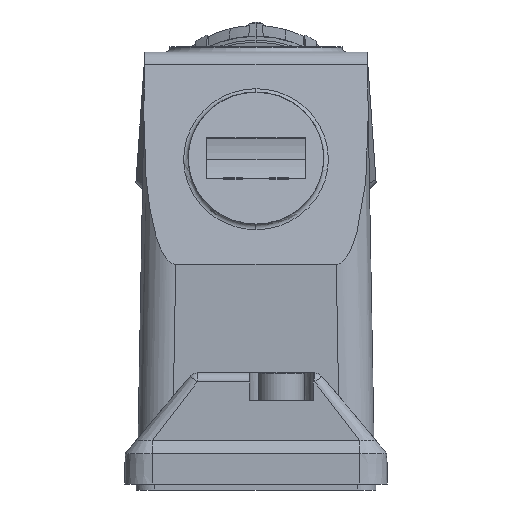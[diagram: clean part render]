
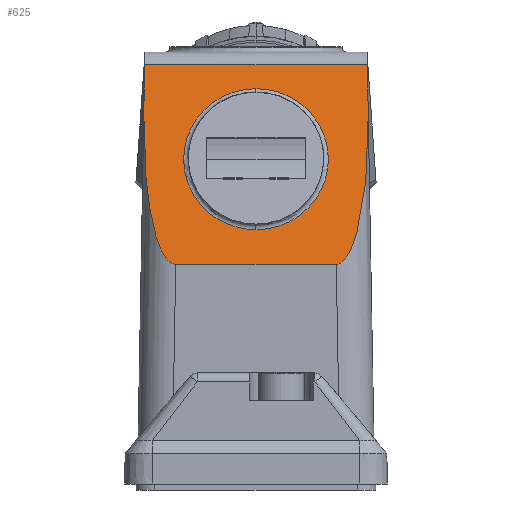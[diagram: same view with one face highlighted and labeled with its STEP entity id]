
A CAD part, front view. The second image highlights one B-rep face of the part: STEP entity #625.
In plain terms, the highlighted planar face has unit normal (0, -0.974, 0.225).
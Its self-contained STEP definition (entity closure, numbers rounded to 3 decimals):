
#487=AXIS2_PLACEMENT_3D('Plane Axis2P3D',#484,#485,#486) ;
#101=CARTESIAN_POINT('Line Origine',(4.248,26.051,86.871)) ;
#105=CARTESIAN_POINT('Vertex',(4.154,24.8,81.454)) ;
#107=CARTESIAN_POINT('Vertex',(4.343,27.301,92.287)) ;
#484=CARTESIAN_POINT('Axis2P3D Location',(28.5,22.773,72.674)) ;
#490=CARTESIAN_POINT('Control Point',(11.088,17.3,48.968)) ;
#491=CARTESIAN_POINT('Control Point',(10.509,17.3,48.968)) ;
#492=CARTESIAN_POINT('Control Point',(9.935,17.356,49.21)) ;
#493=CARTESIAN_POINT('Control Point',(9.379,17.467,49.693)) ;
#494=CARTESIAN_POINT('Control Point',(8.125,17.849,51.346)) ;
#495=CARTESIAN_POINT('Control Point',(7.063,18.466,54.017)) ;
#496=CARTESIAN_POINT('Control Point',(6.522,18.884,55.828)) ;
#497=CARTESIAN_POINT('Control Point',(5.386,20.001,60.669)) ;
#498=CARTESIAN_POINT('Control Point',(4.663,21.308,66.33)) ;
#499=CARTESIAN_POINT('Control Point',(4.37,22.114,69.818)) ;
#500=CARTESIAN_POINT('Control Point',(4.157,23.142,74.274)) ;
#501=CARTESIAN_POINT('Control Point',(4.128,24.184,78.788)) ;
#502=CARTESIAN_POINT('Control Point',(4.13,24.39,79.676)) ;
#503=CARTESIAN_POINT('Control Point',(4.138,24.595,80.565)) ;
#504=CARTESIAN_POINT('Control Point',(4.154,24.8,81.454)) ;
#505=CARTESIAN_POINT('Vertex',(11.088,17.3,48.968)) ;
#508=CARTESIAN_POINT('Line Origine',(28.5,17.3,48.968)) ;
#512=CARTESIAN_POINT('Vertex',(45.912,17.3,48.968)) ;
#516=CARTESIAN_POINT('Control Point',(52.846,24.8,81.454)) ;
#517=CARTESIAN_POINT('Control Point',(52.904,24.034,78.137)) ;
#518=CARTESIAN_POINT('Control Point',(52.864,23.268,74.818)) ;
#519=CARTESIAN_POINT('Control Point',(52.726,22.511,71.54)) ;
#520=CARTESIAN_POINT('Control Point',(52.247,21.043,65.18)) ;
#521=CARTESIAN_POINT('Control Point',(51.331,19.706,59.388)) ;
#522=CARTESIAN_POINT('Control Point',(50.758,19.085,56.701)) ;
#523=CARTESIAN_POINT('Control Point',(49.636,18.211,52.916)) ;
#524=CARTESIAN_POINT('Control Point',(48.213,17.632,50.406)) ;
#525=CARTESIAN_POINT('Control Point',(47.636,17.464,49.679)) ;
#526=CARTESIAN_POINT('Control Point',(46.933,17.341,49.147)) ;
#527=CARTESIAN_POINT('Control Point',(46.212,17.305,48.99)) ;
#528=CARTESIAN_POINT('Control Point',(46.112,17.302,48.975)) ;
#529=CARTESIAN_POINT('Control Point',(46.012,17.3,48.968)) ;
#530=CARTESIAN_POINT('Control Point',(45.912,17.3,48.968)) ;
#531=CARTESIAN_POINT('Vertex',(52.846,24.8,81.454)) ;
#534=CARTESIAN_POINT('Line Origine',(52.752,26.051,86.871)) ;
#538=CARTESIAN_POINT('Vertex',(52.657,27.301,92.287)) ;
#541=CARTESIAN_POINT('Line Origine',(28.5,27.301,92.287)) ;
#555=CARTESIAN_POINT('Control Point',(28.5,19.031,56.465)) ;
#556=CARTESIAN_POINT('Control Point',(30.052,19.031,56.465)) ;
#557=CARTESIAN_POINT('Control Point',(31.605,19.074,56.653)) ;
#558=CARTESIAN_POINT('Control Point',(33.126,19.16,57.027)) ;
#559=CARTESIAN_POINT('Control Point',(36.041,19.416,58.134)) ;
#560=CARTESIAN_POINT('Control Point',(38.591,19.824,59.899)) ;
#561=CARTESIAN_POINT('Control Point',(39.748,20.062,60.932)) ;
#562=CARTESIAN_POINT('Control Point',(41.774,20.598,63.255)) ;
#563=CARTESIAN_POINT('Control Point',(43.158,21.23,65.989)) ;
#564=CARTESIAN_POINT('Control Point',(43.672,21.563,67.433)) ;
#565=CARTESIAN_POINT('Control Point',(44.055,21.967,69.185)) ;
#566=CARTESIAN_POINT('Control Point',(44.174,22.377,70.959)) ;
#567=CARTESIAN_POINT('Control Point',(44.186,22.438,71.225)) ;
#568=CARTESIAN_POINT('Control Point',(44.192,22.5,71.49)) ;
#569=CARTESIAN_POINT('Control Point',(44.192,22.561,71.755)) ;
#570=CARTESIAN_POINT('Vertex',(28.5,19.031,56.465)) ;
#572=CARTESIAN_POINT('Vertex',(44.192,22.561,71.755)) ;
#576=CARTESIAN_POINT('Control Point',(28.5,26.091,87.045)) ;
#577=CARTESIAN_POINT('Control Point',(26.947,26.091,87.045)) ;
#578=CARTESIAN_POINT('Control Point',(25.395,26.047,86.858)) ;
#579=CARTESIAN_POINT('Control Point',(23.874,25.961,86.483)) ;
#580=CARTESIAN_POINT('Control Point',(20.959,25.705,85.376)) ;
#581=CARTESIAN_POINT('Control Point',(18.409,25.298,83.611)) ;
#582=CARTESIAN_POINT('Control Point',(17.252,25.059,82.578)) ;
#583=CARTESIAN_POINT('Control Point',(15.226,24.523,80.255)) ;
#584=CARTESIAN_POINT('Control Point',(13.842,23.892,77.521)) ;
#585=CARTESIAN_POINT('Control Point',(13.327,23.559,76.077)) ;
#586=CARTESIAN_POINT('Control Point',(12.676,22.87,73.096)) ;
#587=CARTESIAN_POINT('Control Point',(12.79,22.167,70.049)) ;
#588=CARTESIAN_POINT('Control Point',(13.04,21.819,68.541)) ;
#589=CARTESIAN_POINT('Control Point',(13.92,21.143,65.615)) ;
#590=CARTESIAN_POINT('Control Point',(15.504,20.536,62.986)) ;
#591=CARTESIAN_POINT('Control Point',(16.46,20.257,61.774)) ;
#592=CARTESIAN_POINT('Control Point',(18.659,19.756,59.606)) ;
#593=CARTESIAN_POINT('Control Point',(21.334,19.391,58.026)) ;
#594=CARTESIAN_POINT('Control Point',(22.766,19.247,57.401)) ;
#595=CARTESIAN_POINT('Control Point',(24.787,19.108,56.8)) ;
#596=CARTESIAN_POINT('Control Point',(26.867,19.047,56.535)) ;
#597=CARTESIAN_POINT('Control Point',(27.412,19.036,56.488)) ;
#598=CARTESIAN_POINT('Control Point',(27.956,19.031,56.465)) ;
#599=CARTESIAN_POINT('Control Point',(28.5,19.031,56.465)) ;
#600=CARTESIAN_POINT('Vertex',(28.5,26.091,87.045)) ;
#604=CARTESIAN_POINT('Control Point',(44.192,22.561,71.755)) ;
#605=CARTESIAN_POINT('Control Point',(44.192,22.91,73.268)) ;
#606=CARTESIAN_POINT('Control Point',(44.,23.259,74.78)) ;
#607=CARTESIAN_POINT('Control Point',(43.616,23.601,76.262)) ;
#608=CARTESIAN_POINT('Control Point',(42.48,24.257,79.103)) ;
#609=CARTESIAN_POINT('Control Point',(40.667,24.831,81.588)) ;
#610=CARTESIAN_POINT('Control Point',(39.607,25.091,82.714)) ;
#611=CARTESIAN_POINT('Control Point',(37.224,25.547,84.689)) ;
#612=CARTESIAN_POINT('Control Point',(34.418,25.858,86.037)) ;
#613=CARTESIAN_POINT('Control Point',(32.936,25.974,86.539)) ;
#614=CARTESIAN_POINT('Control Point',(31.138,26.06,86.912)) ;
#615=CARTESIAN_POINT('Control Point',(29.317,26.087,87.027)) ;
#616=CARTESIAN_POINT('Control Point',(29.044,26.089,87.039)) ;
#617=CARTESIAN_POINT('Control Point',(28.772,26.091,87.045)) ;
#618=CARTESIAN_POINT('Control Point',(28.5,26.091,87.045)) ;
#102=DIRECTION('Vector Direction',(0.017,0.225,0.974)) ;
#485=DIRECTION('Axis2P3D Direction',(0.,0.974,-0.225)) ;
#486=DIRECTION('Axis2P3D XDirection',(0.,-0.225,-0.974)) ;
#509=DIRECTION('Vector Direction',(1.,0.,0.)) ;
#535=DIRECTION('Vector Direction',(0.017,-0.225,-0.974)) ;
#542=DIRECTION('Vector Direction',(-1.,0.,0.)) ;
#103=VECTOR('Line Direction',#102,1.) ;
#510=VECTOR('Line Direction',#509,1.) ;
#536=VECTOR('Line Direction',#535,1.) ;
#543=VECTOR('Line Direction',#542,1.) ;
#547=ORIENTED_EDGE('',*,*,#109,.F.) ;
#548=ORIENTED_EDGE('',*,*,#507,.F.) ;
#549=ORIENTED_EDGE('',*,*,#514,.T.) ;
#550=ORIENTED_EDGE('',*,*,#533,.F.) ;
#551=ORIENTED_EDGE('',*,*,#540,.F.) ;
#552=ORIENTED_EDGE('',*,*,#545,.T.) ;
#621=ORIENTED_EDGE('',*,*,#574,.F.) ;
#622=ORIENTED_EDGE('',*,*,#602,.F.) ;
#623=ORIENTED_EDGE('',*,*,#619,.F.) ;
#624=FACE_BOUND('',#620,.T.) ;
#625=ADVANCED_FACE('MANIFOLD_SOLID_BREP #200730',(#553,#624),#488,.F.) ;
#489=B_SPLINE_CURVE_WITH_KNOTS('',5,(#490,#491,#492,#493,#494,#495,#496,#497,#498,#499,#500,#501,#502,#503,#504),.UNSPECIFIED.,.F.,.U.,(6,3,3,3,6),(0.,13.489,32.061,58.775,65.308),.UNSPECIFIED.) ;
#515=B_SPLINE_CURVE_WITH_KNOTS('',5,(#516,#517,#518,#519,#520,#521,#522,#523,#524,#525,#526,#527,#528,#529,#530),.UNSPECIFIED.,.F.,.U.,(6,3,3,3,6),(0.,24.382,48.388,62.958,65.291),.UNSPECIFIED.) ;
#554=B_SPLINE_CURVE_WITH_KNOTS('',5,(#555,#556,#557,#558,#559,#560,#561,#562,#563,#564,#565,#566,#567,#568,#569),.UNSPECIFIED.,.F.,.U.,(6,3,3,3,6),(0.,10.978,21.955,32.933,34.858),.UNSPECIFIED.) ;
#575=B_SPLINE_CURVE_WITH_KNOTS('',5,(#576,#577,#578,#579,#580,#581,#582,#583,#584,#585,#586,#587,#588,#589,#590,#591,#592,#593,#594,#595,#596,#597,#598,#599),.UNSPECIFIED.,.F.,.U.,(6,3,3,3,3,3,3,6),(0.,10.978,21.955,32.933,43.911,54.889,65.866,69.713),.UNSPECIFIED.) ;
#603=B_SPLINE_CURVE_WITH_KNOTS('',5,(#604,#605,#606,#607,#608,#609,#610,#611,#612,#613,#614,#615,#616,#617,#618),.UNSPECIFIED.,.F.,.U.,(6,3,3,3,6),(0.,10.978,21.955,32.933,34.858),.UNSPECIFIED.) ;
#109=EDGE_CURVE('',#106,#108,#104,.T.) ;
#507=EDGE_CURVE('',#506,#106,#489,.T.) ;
#514=EDGE_CURVE('',#506,#513,#511,.T.) ;
#533=EDGE_CURVE('',#532,#513,#515,.T.) ;
#540=EDGE_CURVE('',#539,#532,#537,.T.) ;
#545=EDGE_CURVE('',#539,#108,#544,.T.) ;
#574=EDGE_CURVE('',#571,#573,#554,.T.) ;
#602=EDGE_CURVE('',#601,#571,#575,.T.) ;
#619=EDGE_CURVE('',#573,#601,#603,.T.) ;
#546=EDGE_LOOP('',(#547,#548,#549,#550,#551,#552)) ;
#620=EDGE_LOOP('',(#621,#622,#623)) ;
#553=FACE_OUTER_BOUND('',#546,.T.) ;
#104=LINE('Line',#101,#103) ;
#511=LINE('Line',#508,#510) ;
#537=LINE('Line',#534,#536) ;
#544=LINE('Line',#541,#543) ;
#488=PLANE('',#487) ;
#106=VERTEX_POINT('',#105) ;
#108=VERTEX_POINT('',#107) ;
#506=VERTEX_POINT('',#505) ;
#513=VERTEX_POINT('',#512) ;
#532=VERTEX_POINT('',#531) ;
#539=VERTEX_POINT('',#538) ;
#571=VERTEX_POINT('',#570) ;
#573=VERTEX_POINT('',#572) ;
#601=VERTEX_POINT('',#600) ;
